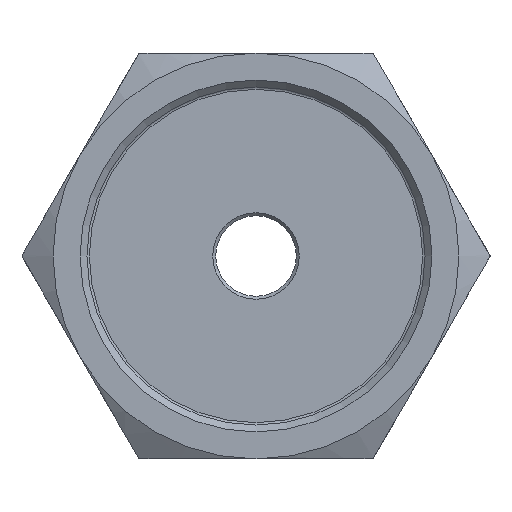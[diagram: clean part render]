
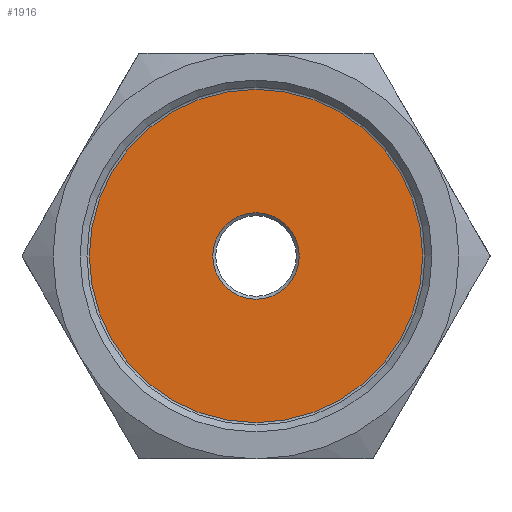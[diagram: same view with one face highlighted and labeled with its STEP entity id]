
A CAD part, left-side view. The second image highlights one B-rep face of the part: STEP entity #1916.
In plain terms, the highlighted planar face has unit normal (-1, 0, 0).
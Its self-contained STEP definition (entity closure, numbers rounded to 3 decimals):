
#1916 = ADVANCED_FACE ( 'NONE', ( #5380, #5358 ), #5369, .F. ) ;
#3359 = EDGE_LOOP ( 'NONE', ( #9917 ) ) ;
#3388 = EDGE_LOOP ( 'NONE', ( #9874 ) ) ;
#3670 = CIRCLE ( 'NONE', #3677, 27.928 ) ;
#3672 = AXIS2_PLACEMENT_3D ( 'NONE', #6972, #6994, #6974 ) ;
#3677 = AXIS2_PLACEMENT_3D ( 'NONE', #6929, #6955, #6956 ) ;
#3681 = CIRCLE ( 'NONE', #3672, 7.25 ) ;
#5358 = FACE_OUTER_BOUND ( 'NONE', #3388, .T. ) ;
#5369 = PLANE ( 'NONE',  #8090 ) ;
#5380 = FACE_BOUND ( 'NONE', #3359, .T. ) ;
#5389 = DIRECTION ( 'NONE',  ( 0., 1., 0. ) ) ;
#5422 = DIRECTION ( 'NONE',  ( 1., 0., 0. ) ) ;
#5423 = CARTESIAN_POINT ( 'NONE',  ( 24.8, 0., -28.428 ) ) ;
#6929 = CARTESIAN_POINT ( 'NONE',  ( 24.8, 0., 0. ) ) ;
#6955 = DIRECTION ( 'NONE',  ( 1., 0., 0. ) ) ;
#6956 = DIRECTION ( 'NONE',  ( 0., 0., 1. ) ) ;
#6972 = CARTESIAN_POINT ( 'NONE',  ( 24.8, 0., 0. ) ) ;
#6974 = DIRECTION ( 'NONE',  ( 0., 0., 1. ) ) ;
#6994 = DIRECTION ( 'NONE',  ( -1., 0., 0. ) ) ;
#8090 = AXIS2_PLACEMENT_3D ( 'NONE', #5423, #5422, #5389 ) ;
#8154 = EDGE_CURVE ( 'NONE', #8965, #8965, #3670, .T. ) ;
#8163 = EDGE_CURVE ( 'NONE', #8963, #8963, #3681, .T. ) ;
#8946 = CARTESIAN_POINT ( 'NONE',  ( 24.8, 0., 7.25 ) ) ;
#8958 = CARTESIAN_POINT ( 'NONE',  ( 24.8, 0., 27.928 ) ) ;
#8963 = VERTEX_POINT ( 'NONE', #8946 ) ;
#8965 = VERTEX_POINT ( 'NONE', #8958 ) ;
#9874 = ORIENTED_EDGE ( 'NONE', *, *, #8154, .F. ) ;
#9917 = ORIENTED_EDGE ( 'NONE', *, *, #8163, .F. ) ;
